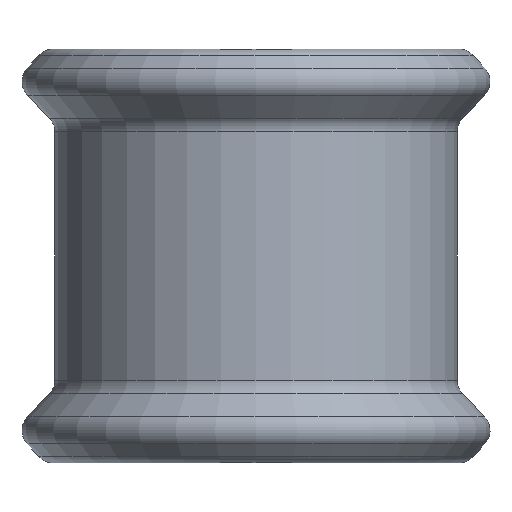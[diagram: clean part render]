
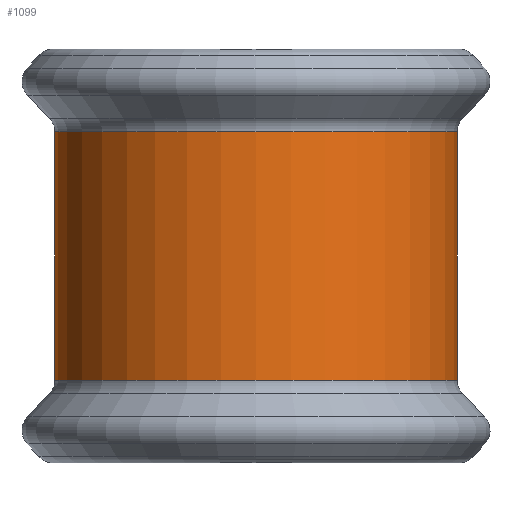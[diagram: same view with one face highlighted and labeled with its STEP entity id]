
A CAD part, front view. The second image highlights one B-rep face of the part: STEP entity #1099.
In plain terms, the highlighted cylindrical face has radius 7.747 mm (diameter 15.494 mm), a partial arc.
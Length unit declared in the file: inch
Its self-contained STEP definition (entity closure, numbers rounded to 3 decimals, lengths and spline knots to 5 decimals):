
#24 = EDGE_CURVE ( 'NONE', #3523, #843, #4007, .T. ) ;
#50 = DIRECTION ( 'NONE',  ( 1., 0., 0. ) ) ;
#112 = ORIENTED_EDGE ( 'NONE', *, *, #3355, .T. ) ;
#553 = DIRECTION ( 'NONE',  ( 0., 0., 1. ) ) ;
#836 = ORIENTED_EDGE ( 'NONE', *, *, #4832, .F. ) ;
#843 = VERTEX_POINT ( 'NONE', #5428 ) ;
#984 = DIRECTION ( 'NONE',  ( 0., 0., 1. ) ) ;
#1099 = ADVANCED_FACE ( 'NONE', ( #1634 ), #4693, .T. ) ;
#1221 = CARTESIAN_POINT ( 'NONE',  ( -0.055, -0.656, -0.18817 ) ) ;
#1421 = CARTESIAN_POINT ( 'NONE',  ( -0.055, -0.656, 0.18817 ) ) ;
#1634 = FACE_OUTER_BOUND ( 'NONE', #4822, .T. ) ;
#1756 = EDGE_CURVE ( 'NONE', #4120, #843, #2321, .T. ) ;
#1939 = VECTOR ( 'NONE', #3423, 39.37008 ) ;
#2321 = LINE ( 'NONE', #3947, #3627 ) ;
#2322 = DIRECTION ( 'NONE',  ( 1., 0., 0. ) ) ;
#2328 = DIRECTION ( 'NONE',  ( 0., 0., 1. ) ) ;
#2763 = ORIENTED_EDGE ( 'NONE', *, *, #1756, .T. ) ;
#2781 = CARTESIAN_POINT ( 'NONE',  ( 0.25, -0.656, 0.18817 ) ) ;
#3198 = CARTESIAN_POINT ( 'NONE',  ( 0.25, -0.656, 0. ) ) ;
#3219 = VERTEX_POINT ( 'NONE', #1221 ) ;
#3355 = EDGE_CURVE ( 'NONE', #3219, #4120, #5623, .T. ) ;
#3423 = DIRECTION ( 'NONE',  ( 0., 0., 1. ) ) ;
#3523 = VERTEX_POINT ( 'NONE', #1421 ) ;
#3627 = VECTOR ( 'NONE', #553, 39.37008 ) ;
#3632 = AXIS2_PLACEMENT_3D ( 'NONE', #5163, #2328, #5639 ) ;
#3757 = AXIS2_PLACEMENT_3D ( 'NONE', #3198, #6006, #2322 ) ;
#3879 = ORIENTED_EDGE ( 'NONE', *, *, #24, .F. ) ;
#3947 = CARTESIAN_POINT ( 'NONE',  ( 0.555, -0.656, 0. ) ) ;
#4007 = CIRCLE ( 'NONE', #4559, 0.305 ) ;
#4120 = VERTEX_POINT ( 'NONE', #6048 ) ;
#4559 = AXIS2_PLACEMENT_3D ( 'NONE', #2781, #984, #50 ) ;
#4693 = CYLINDRICAL_SURFACE ( 'NONE', #3757, 0.305 ) ;
#4822 = EDGE_LOOP ( 'NONE', ( #112, #2763, #3879, #836 ) ) ;
#4832 = EDGE_CURVE ( 'NONE', #3219, #3523, #5895, .T. ) ;
#5163 = CARTESIAN_POINT ( 'NONE',  ( 0.25, -0.656, -0.18817 ) ) ;
#5428 = CARTESIAN_POINT ( 'NONE',  ( 0.555, -0.656, 0.18817 ) ) ;
#5623 = CIRCLE ( 'NONE', #3632, 0.305 ) ;
#5639 = DIRECTION ( 'NONE',  ( 1., 0., 0. ) ) ;
#5745 = CARTESIAN_POINT ( 'NONE',  ( -0.055, -0.656, 0.18817 ) ) ;
#5895 = LINE ( 'NONE', #5745, #1939 ) ;
#6006 = DIRECTION ( 'NONE',  ( 0., 0., 1. ) ) ;
#6048 = CARTESIAN_POINT ( 'NONE',  ( 0.555, -0.656, -0.18817 ) ) ;
